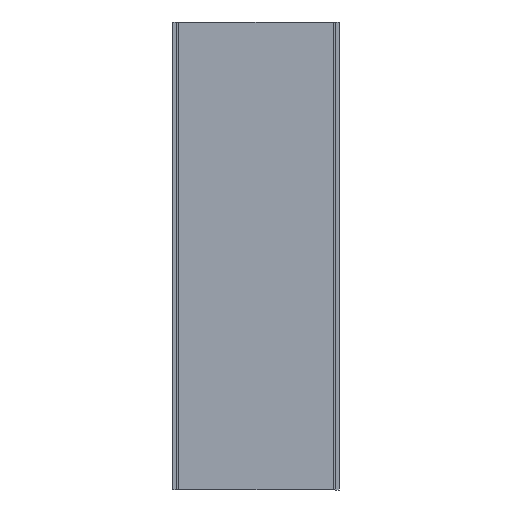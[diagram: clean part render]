
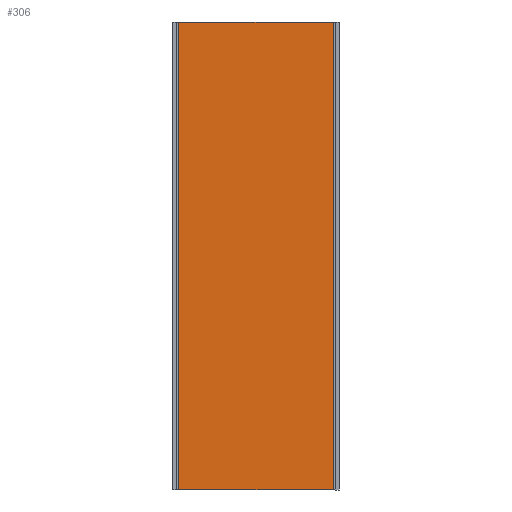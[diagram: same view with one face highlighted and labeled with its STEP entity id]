
A CAD part, front view. The second image highlights one B-rep face of the part: STEP entity #306.
In plain terms, the highlighted planar face has unit normal (0, -1, 0).
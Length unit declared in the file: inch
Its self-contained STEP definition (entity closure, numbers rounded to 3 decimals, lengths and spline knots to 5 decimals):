
#20=FACE_OUTER_BOUND('',#36,.T.);
#36=EDGE_LOOP('',(#241,#242,#243,#244));
#60=LINE('',#452,#102);
#62=LINE('',#458,#104);
#77=LINE('',#486,#119);
#79=LINE('',#490,#121);
#102=VECTOR('',#364,0.3937);
#104=VECTOR('',#368,0.3937);
#119=VECTOR('',#387,0.3937);
#121=VECTOR('',#393,0.3937);
#132=VERTEX_POINT('',#426);
#144=VERTEX_POINT('',#450);
#145=VERTEX_POINT('',#454);
#147=VERTEX_POINT('',#457);
#172=EDGE_CURVE('',#132,#144,#60,.T.);
#174=EDGE_CURVE('',#147,#145,#62,.T.);
#189=EDGE_CURVE('',#132,#145,#77,.T.);
#191=EDGE_CURVE('',#144,#147,#79,.T.);
#241=ORIENTED_EDGE('',*,*,#172,.T.);
#242=ORIENTED_EDGE('',*,*,#191,.T.);
#243=ORIENTED_EDGE('',*,*,#174,.T.);
#244=ORIENTED_EDGE('',*,*,#189,.F.);
#290=PLANE('',#336);
#306=ADVANCED_FACE('',(#20),#290,.T.);
#336=AXIS2_PLACEMENT_3D('',#489,#391,#392);
#364=DIRECTION('',(-1.,0.,0.));
#368=DIRECTION('',(1.,0.,0.));
#387=DIRECTION('',(0.,0.,-1.));
#391=DIRECTION('center_axis',(0.,-1.,0.));
#392=DIRECTION('ref_axis',(-1.,0.,0.));
#393=DIRECTION('',(0.,0.,-1.));
#426=CARTESIAN_POINT('',(127.375,28.5,-825.7625));
#450=CARTESIAN_POINT('',(111.875,28.5,-825.7625));
#452=CARTESIAN_POINT('',(127.6875,28.5,-825.7625));
#454=CARTESIAN_POINT('',(127.375,28.5,-872.7875));
#457=CARTESIAN_POINT('',(111.875,28.5,-872.7875));
#458=CARTESIAN_POINT('',(127.6875,28.5,-872.7875));
#486=CARTESIAN_POINT('',(127.375,28.5,-682.75));
#489=CARTESIAN_POINT('Origin',(127.375,28.5,-682.75));
#490=CARTESIAN_POINT('',(111.875,28.5,-682.75));
